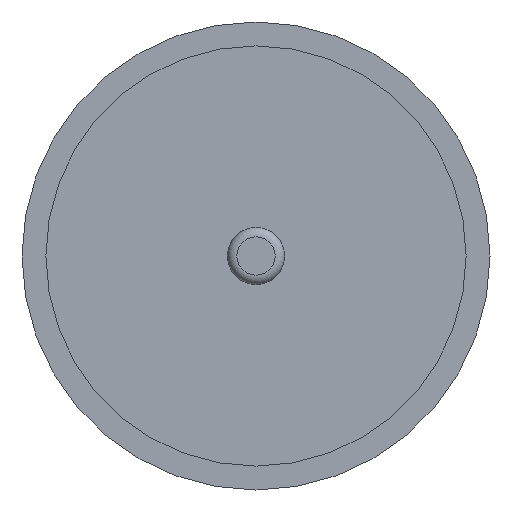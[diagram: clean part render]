
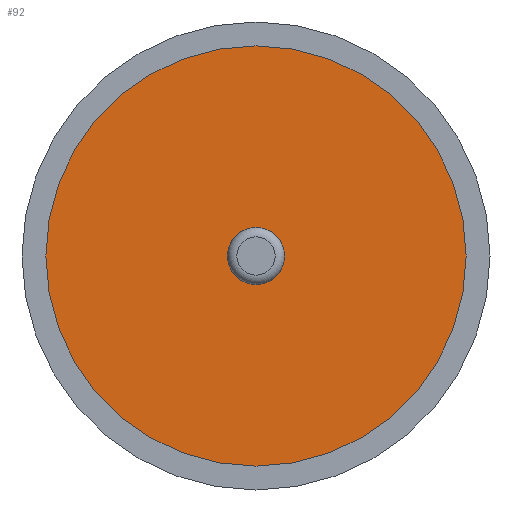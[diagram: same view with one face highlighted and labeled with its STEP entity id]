
A CAD part, left-side view. The second image highlights one B-rep face of the part: STEP entity #92.
In plain terms, the highlighted planar face has unit normal (-1, 0, 0).
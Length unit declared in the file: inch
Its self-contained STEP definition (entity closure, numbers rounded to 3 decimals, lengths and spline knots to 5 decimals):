
#9 = DIRECTION ( 'NONE',  ( -1., 0., 0. ) ) ;
#31 = ORIENTED_EDGE ( 'NONE', *, *, #33, .T. ) ;
#33 = EDGE_CURVE ( 'NONE', #231, #231, #198, .T. ) ;
#37 = DIRECTION ( 'NONE',  ( 0., 0., 1. ) ) ;
#44 = ORIENTED_EDGE ( 'NONE', *, *, #314, .F. ) ;
#53 = EDGE_LOOP ( 'NONE', ( #44 ) ) ;
#54 = FACE_OUTER_BOUND ( 'NONE', #210, .T. ) ;
#79 = DIRECTION ( 'NONE',  ( 0., 0., 1. ) ) ;
#92 = ADVANCED_FACE ( 'NONE', ( #337, #54 ), #130, .T. ) ;
#100 = AXIS2_PLACEMENT_3D ( 'NONE', #336, #163, #37 ) ;
#107 = CARTESIAN_POINT ( 'NONE',  ( 0.075, 0., 0. ) ) ;
#117 = CIRCLE ( 'NONE', #100, 0.006 ) ;
#130 = PLANE ( 'NONE',  #206 ) ;
#145 = CARTESIAN_POINT ( 'NONE',  ( 0.075, 0., 0. ) ) ;
#148 = DIRECTION ( 'NONE',  ( -1., 0., 0. ) ) ;
#163 = DIRECTION ( 'NONE',  ( -1., 0., 0. ) ) ;
#198 = CIRCLE ( 'NONE', #204, 0.044 ) ;
#204 = AXIS2_PLACEMENT_3D ( 'NONE', #145, #148, #79 ) ;
#206 = AXIS2_PLACEMENT_3D ( 'NONE', #107, #9, #324 ) ;
#210 = EDGE_LOOP ( 'NONE', ( #31 ) ) ;
#231 = VERTEX_POINT ( 'NONE', #338 ) ;
#294 = CARTESIAN_POINT ( 'NONE',  ( 0.075, 0., 0.006 ) ) ;
#300 = VERTEX_POINT ( 'NONE', #294 ) ;
#314 = EDGE_CURVE ( 'NONE', #300, #300, #117, .T. ) ;
#324 = DIRECTION ( 'NONE',  ( 0., 0., 1. ) ) ;
#336 = CARTESIAN_POINT ( 'NONE',  ( 0.075, 0., 0. ) ) ;
#337 = FACE_BOUND ( 'NONE', #53, .T. ) ;
#338 = CARTESIAN_POINT ( 'NONE',  ( 0.075, 0., 0.044 ) ) ;
